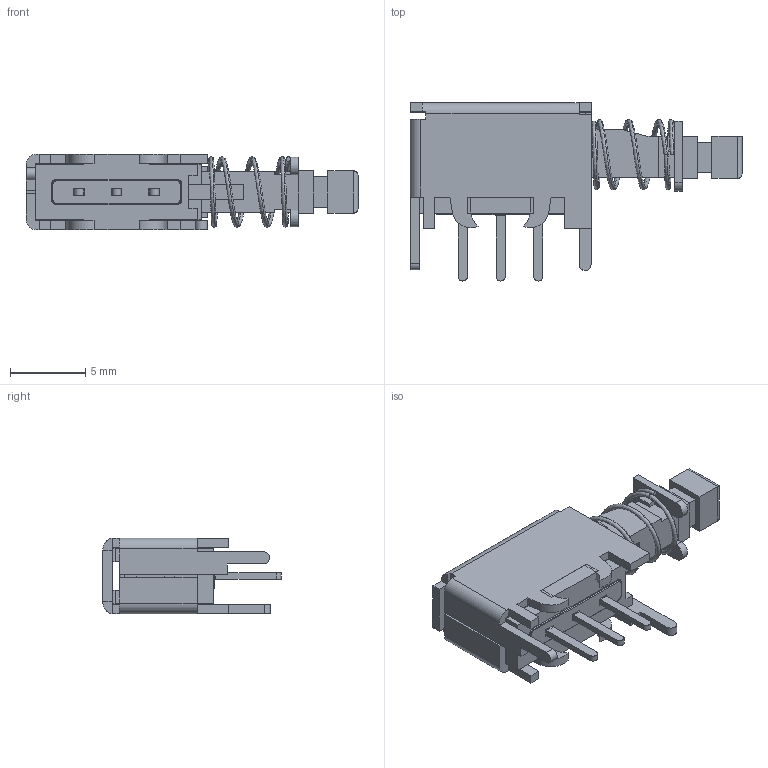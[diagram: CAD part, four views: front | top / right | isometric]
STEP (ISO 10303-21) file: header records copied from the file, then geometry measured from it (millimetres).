
FILE_DESCRIPTION (( 'STEP AP214' ), '1' );
FILE_NAME ('LC1258EENP.STEP', '2023-03-06T13:51:15', ( '' ), ( '' ), 'SwSTEP 2.0', 'SolidWorks 2021', '' );
FILE_SCHEMA (( 'AUTOMOTIVE_DESIGN' ));
Length unit declared in the file: millimetre
Products named in the file (2): LC1258EENP; LC1258EENP_LC1258EENP
Assembly tree (1 placements, depth 2):
  LC1258EENP
    LC1258EENP_LC1258EENP
Bounding box: 22 x 11.8 x 5 mm (x, y, z)
Volume: 364.2 mm3; surface area: 1156.4 mm2
Topology: 5 solids, 5 shells, 292 faces, 779 edges, 507 vertices
Faces by surface type: plane 228, cylinder 50, bspline 14
Entity records: 9978 total; most frequent: CARTESIAN_POINT 2675, ORIENTED_EDGE 1558, DIRECTION 1384, EDGE_CURVE 779, LINE 664, VECTOR 664, VERTEX_POINT 507, AXIS2_PLACEMENT_3D 360
